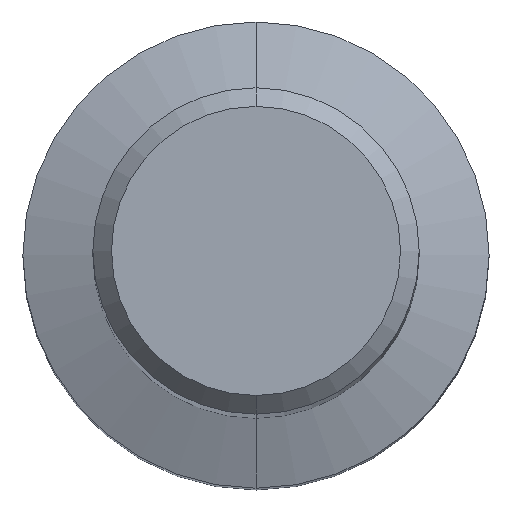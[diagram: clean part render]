
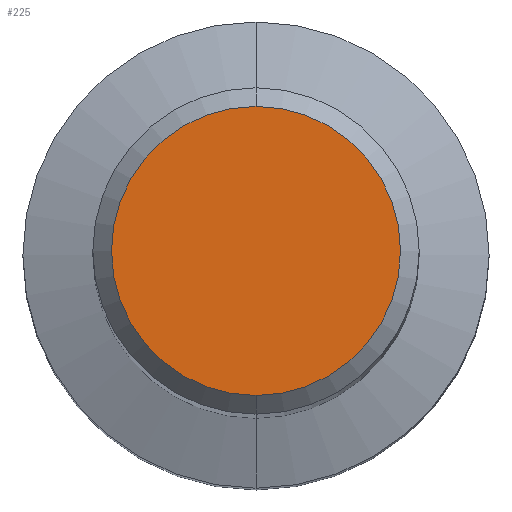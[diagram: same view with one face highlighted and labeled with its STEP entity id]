
A CAD part, top view. The second image highlights one B-rep face of the part: STEP entity #225.
In plain terms, the highlighted planar face has unit normal (0, 0, 1).
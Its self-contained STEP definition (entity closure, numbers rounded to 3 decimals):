
#225=ADVANCED_FACE('',(#582),#583,.T.);
#315=EDGE_CURVE('',#367,#353,#683,.T.);
#353=VERTEX_POINT('',#724);
#367=VERTEX_POINT('',#738);
#525=EDGE_CURVE('',#353,#367,#915,.T.);
#582=FACE_OUTER_BOUND('',#972,.T.);
#583=PLANE('',#973);
#683=CIRCLE('',#1132,3.1);
#724=CARTESIAN_POINT('',(0.,-3.1,0.0));
#738=CARTESIAN_POINT('',(0.0,3.1,0.0));
#915=CIRCLE('',#1629,3.1);
#972=EDGE_LOOP('',(#1679,#1680));
#973=AXIS2_PLACEMENT_3D('',#1681,#1682,#1683);
#1132=AXIS2_PLACEMENT_3D('',#1788,#1789,#1790);
#1629=AXIS2_PLACEMENT_3D('',#2055,#2056,#2057);
#1679=ORIENTED_EDGE('',*,*,#315,.F.);
#1680=ORIENTED_EDGE('',*,*,#525,.F.);
#1681=CARTESIAN_POINT('',(0.0,1.55,0.0));
#1682=DIRECTION('',(-0.0,0.0,1.0));
#1683=DIRECTION('',(0.0,-1.0,0.0));
#1788=CARTESIAN_POINT('',(0.0,0.0,0.0));
#1789=DIRECTION('',(0.0,0.0,-1.0));
#1790=DIRECTION('',(0.0,1.0,0.0));
#2055=CARTESIAN_POINT('',(0.0,0.0,0.0));
#2056=DIRECTION('',(0.0,0.0,-1.0));
#2057=DIRECTION('',(0.0,1.0,0.0));
